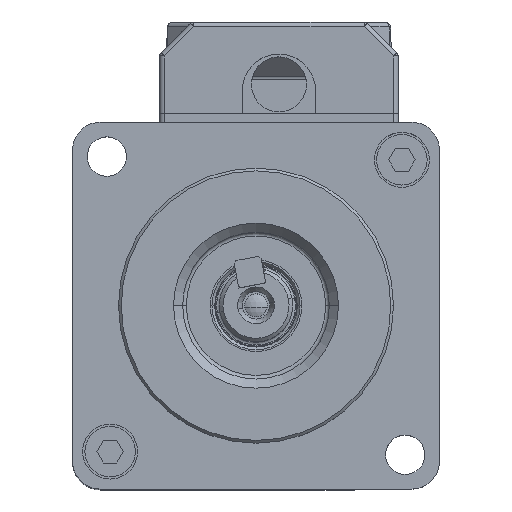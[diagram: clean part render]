
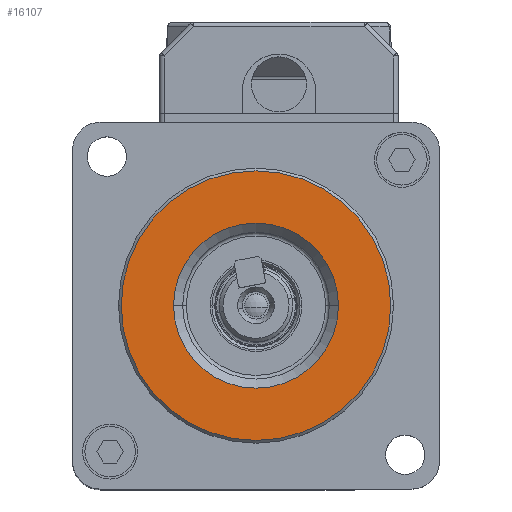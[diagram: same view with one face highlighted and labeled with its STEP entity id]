
A CAD part, top view. The second image highlights one B-rep face of the part: STEP entity #16107.
In plain terms, the highlighted planar face has unit normal (0, 0, 1).
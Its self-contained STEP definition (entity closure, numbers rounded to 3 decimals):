
#92 = DIRECTION ( 'NONE',  ( -1., 0., 0. ) ) ;
#957 = CIRCLE ( 'NONE', #17647, 9. ) ;
#1230 = EDGE_LOOP ( 'NONE', ( #15254, #1748 ) ) ;
#1570 = PLANE ( 'NONE',  #13109 ) ;
#1646 = VERTEX_POINT ( 'NONE', #10247 ) ;
#1748 = ORIENTED_EDGE ( 'NONE', *, *, #19773, .T. ) ;
#2277 = CARTESIAN_POINT ( 'NONE',  ( 0., 0., 56.5 ) ) ;
#2377 = AXIS2_PLACEMENT_3D ( 'NONE', #2277, #13026, #3832 ) ;
#2502 = CARTESIAN_POINT ( 'NONE',  ( -14.7, 0., 56.5 ) ) ;
#3414 = CARTESIAN_POINT ( 'NONE',  ( 0., 0., 56.5 ) ) ;
#3832 = DIRECTION ( 'NONE',  ( -1., 0., 0. ) ) ;
#4426 = FACE_OUTER_BOUND ( 'NONE', #1230, .T. ) ;
#4621 = CARTESIAN_POINT ( 'NONE',  ( 0., 0., 56.5 ) ) ;
#4692 = EDGE_CURVE ( 'NONE', #15341, #1646, #957, .T. ) ;
#4947 = DIRECTION ( 'NONE',  ( -1., 0., 0. ) ) ;
#5475 = CIRCLE ( 'NONE', #2377, 14.7 ) ;
#6154 = DIRECTION ( 'NONE',  ( -1., 0., 0. ) ) ;
#6229 = CARTESIAN_POINT ( 'NONE',  ( 0., 0., 56.5 ) ) ;
#6260 = EDGE_CURVE ( 'NONE', #10280, #15312, #8859, .T. ) ;
#6366 = AXIS2_PLACEMENT_3D ( 'NONE', #17401, #8229, #18925 ) ;
#6923 = ORIENTED_EDGE ( 'NONE', *, *, #11064, .T. ) ;
#7950 = EDGE_LOOP ( 'NONE', ( #6923, #19360 ) ) ;
#8229 = DIRECTION ( 'NONE',  ( 0., 0., 1. ) ) ;
#8859 = CIRCLE ( 'NONE', #6366, 14.7 ) ;
#9287 = DIRECTION ( 'NONE',  ( 0., 0., -1. ) ) ;
#9532 = AXIS2_PLACEMENT_3D ( 'NONE', #3414, #14120, #4947 ) ;
#10247 = CARTESIAN_POINT ( 'NONE',  ( 9., 0., 56.5 ) ) ;
#10280 = VERTEX_POINT ( 'NONE', #2502 ) ;
#11064 = EDGE_CURVE ( 'NONE', #1646, #15341, #12638, .T. ) ;
#12084 = FACE_BOUND ( 'NONE', #7950, .T. ) ;
#12638 = CIRCLE ( 'NONE', #9532, 9. ) ;
#13026 = DIRECTION ( 'NONE',  ( 0., 0., 1. ) ) ;
#13109 = AXIS2_PLACEMENT_3D ( 'NONE', #6229, #9287, #92 ) ;
#14120 = DIRECTION ( 'NONE',  ( 0., 0., -1. ) ) ;
#14849 = CARTESIAN_POINT ( 'NONE',  ( -9., 0., 56.5 ) ) ;
#15254 = ORIENTED_EDGE ( 'NONE', *, *, #6260, .T. ) ;
#15312 = VERTEX_POINT ( 'NONE', #19422 ) ;
#15334 = DIRECTION ( 'NONE',  ( 0., 0., -1. ) ) ;
#15341 = VERTEX_POINT ( 'NONE', #14849 ) ;
#16107 = ADVANCED_FACE ( 'NONE', ( #4426, #12084 ), #1570, .F. ) ;
#17401 = CARTESIAN_POINT ( 'NONE',  ( 0., 0., 56.5 ) ) ;
#17647 = AXIS2_PLACEMENT_3D ( 'NONE', #4621, #15334, #6154 ) ;
#18925 = DIRECTION ( 'NONE',  ( -1., 0., 0. ) ) ;
#19360 = ORIENTED_EDGE ( 'NONE', *, *, #4692, .T. ) ;
#19422 = CARTESIAN_POINT ( 'NONE',  ( 14.7, 0., 56.5 ) ) ;
#19773 = EDGE_CURVE ( 'NONE', #15312, #10280, #5475, .T. ) ;
